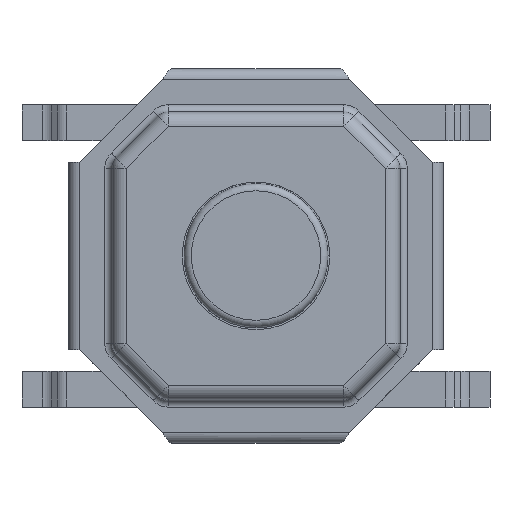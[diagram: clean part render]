
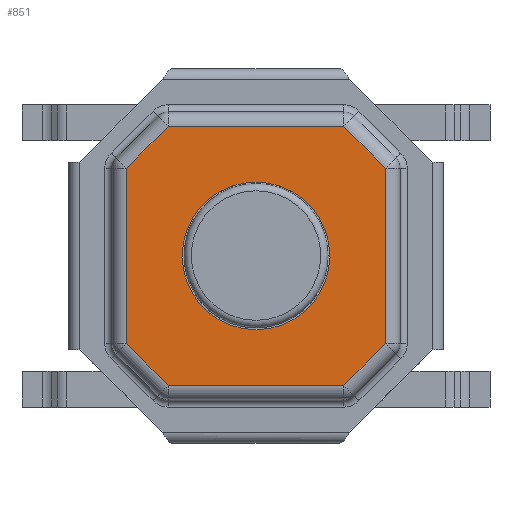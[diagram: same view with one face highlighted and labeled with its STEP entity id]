
A CAD part, top view. The second image highlights one B-rep face of the part: STEP entity #851.
In plain terms, the highlighted planar face has unit normal (0, 0, 1).
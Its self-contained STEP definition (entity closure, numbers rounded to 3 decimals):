
#851=ADVANCED_FACE('',(#3210,#3212),#3214,.T.);
#3210=FACE_BOUND('',#3211,.T.);
#3211=EDGE_LOOP('',(#5285,#5286,#5287,#5288,#5289,#5290,#5291,#5292));
#3212=FACE_BOUND('',#3213,.T.);
#3213=EDGE_LOOP('',(#5293));
#3214=PLANE('',#3215);
#3215=AXIS2_PLACEMENT_3D('',#3216,#3217,#3218);
#3216=CARTESIAN_POINT('',(0.,0.,1.2));
#3217=DIRECTION('',(0.,0.,1.));
#3218=DIRECTION('',(1.,0.,0.));
#5285=ORIENTED_EDGE('',*,*,#6359,.T.);
#5286=ORIENTED_EDGE('',*,*,#6360,.T.);
#5287=ORIENTED_EDGE('',*,*,#6361,.T.);
#5288=ORIENTED_EDGE('',*,*,#6362,.T.);
#5289=ORIENTED_EDGE('',*,*,#6363,.T.);
#5290=ORIENTED_EDGE('',*,*,#6364,.T.);
#5291=ORIENTED_EDGE('',*,*,#6365,.T.);
#5292=ORIENTED_EDGE('',*,*,#6366,.T.);
#5293=ORIENTED_EDGE('',*,*,#6277,.T.);
#6277=EDGE_CURVE('',#7189,#7189,#7190,.F.);
#6359=EDGE_CURVE('',#7329,#7330,#7331,.T.);
#6360=EDGE_CURVE('',#7330,#7332,#7333,.T.);
#6361=EDGE_CURVE('',#7332,#7334,#7335,.T.);
#6362=EDGE_CURVE('',#7334,#7336,#7337,.T.);
#6363=EDGE_CURVE('',#7336,#7338,#7339,.T.);
#6364=EDGE_CURVE('',#7338,#7340,#7341,.T.);
#6365=EDGE_CURVE('',#7340,#7342,#7343,.T.);
#6366=EDGE_CURVE('',#7342,#7329,#7344,.T.);
#7189=VERTEX_POINT('',#9004);
#7190=CIRCLE('',#9005,1.025);
#7329=VERTEX_POINT('',#9386);
#7330=VERTEX_POINT('',#9387);
#7331=LINE('',#9388,#9389);
#7332=VERTEX_POINT('',#9391);
#7333=LINE('',#9392,#9393);
#7334=VERTEX_POINT('',#9395);
#7335=LINE('',#9396,#9397);
#7336=VERTEX_POINT('',#9399);
#7337=LINE('',#9400,#9401);
#7338=VERTEX_POINT('',#9403);
#7339=LINE('',#9404,#9405);
#7340=VERTEX_POINT('',#9407);
#7341=LINE('',#9408,#9409);
#7342=VERTEX_POINT('',#9411);
#7343=LINE('',#9412,#9413);
#7344=LINE('',#9415,#9416);
#9004=CARTESIAN_POINT('',(1.025,0.,1.2));
#9005=AXIS2_PLACEMENT_3D('',#9006,#9007,#9008);
#9006=CARTESIAN_POINT('',(0.,0.,1.2));
#9007=DIRECTION('',(0.,0.,1.));
#9008=DIRECTION('',(1.,0.,0.));
#9386=CARTESIAN_POINT('',(-1.8,-1.217,1.2));
#9387=CARTESIAN_POINT('',(-1.217,-1.8,1.2));
#9388=CARTESIAN_POINT('',(-1.8,-1.217,1.2));
#9389=VECTOR('',#9390,1.);
#9390=DIRECTION('',(0.707,-0.707,0.));
#9391=CARTESIAN_POINT('',(1.217,-1.8,1.2));
#9392=CARTESIAN_POINT('',(-1.217,-1.8,1.2));
#9393=VECTOR('',#9394,1.);
#9394=DIRECTION('',(1.,0.,0.));
#9395=CARTESIAN_POINT('',(1.8,-1.217,1.2));
#9396=CARTESIAN_POINT('',(1.217,-1.8,1.2));
#9397=VECTOR('',#9398,1.);
#9398=DIRECTION('',(0.707,0.707,0.));
#9399=CARTESIAN_POINT('',(1.8,1.217,1.2));
#9400=CARTESIAN_POINT('',(1.8,-1.217,1.2));
#9401=VECTOR('',#9402,1.);
#9402=DIRECTION('',(0.,1.,0.));
#9403=CARTESIAN_POINT('',(1.217,1.8,1.2));
#9404=CARTESIAN_POINT('',(1.8,1.217,1.2));
#9405=VECTOR('',#9406,1.);
#9406=DIRECTION('',(-0.707,0.707,0.));
#9407=CARTESIAN_POINT('',(-1.217,1.8,1.2));
#9408=CARTESIAN_POINT('',(1.217,1.8,1.2));
#9409=VECTOR('',#9410,1.);
#9410=DIRECTION('',(-1.,0.,0.));
#9411=CARTESIAN_POINT('',(-1.8,1.217,1.2));
#9412=CARTESIAN_POINT('',(-1.217,1.8,1.2));
#9413=VECTOR('',#9414,1.);
#9414=DIRECTION('',(-0.707,-0.707,0.));
#9415=CARTESIAN_POINT('',(-1.8,1.217,1.2));
#9416=VECTOR('',#9417,1.);
#9417=DIRECTION('',(0.,-1.,0.));
